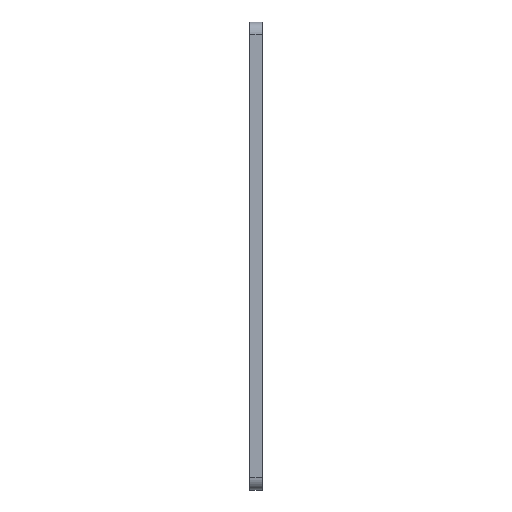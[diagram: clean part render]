
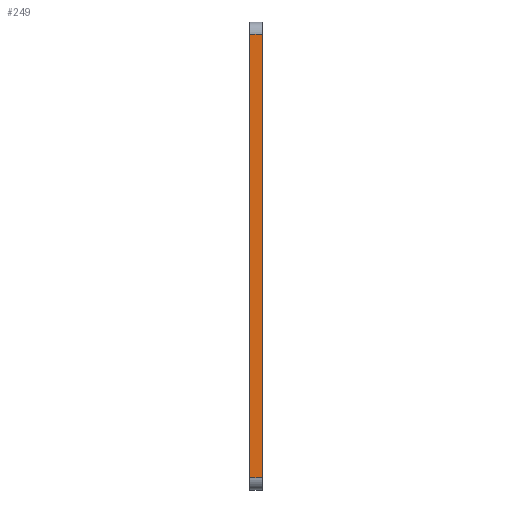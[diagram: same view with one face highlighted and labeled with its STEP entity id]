
A CAD part, left-side view. The second image highlights one B-rep face of the part: STEP entity #249.
In plain terms, the highlighted planar face has unit normal (-1, 0, 0).
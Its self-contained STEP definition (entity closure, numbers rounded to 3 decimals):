
#12 = EDGE_CURVE ( 'NONE', #380, #172, #620, .T. ) ;
#60 = VERTEX_POINT ( 'NONE', #512 ) ;
#79 = AXIS2_PLACEMENT_3D ( 'NONE', #598, #111, #387 ) ;
#94 = CARTESIAN_POINT ( 'NONE',  ( -18., 3., 95. ) ) ;
#111 = DIRECTION ( 'NONE',  ( -1., 0., 0. ) ) ;
#149 = LINE ( 'NONE', #204, #518 ) ;
#158 = DIRECTION ( 'NONE',  ( 0., 1., 0. ) ) ;
#171 = EDGE_CURVE ( 'NONE', #60, #380, #686, .T. ) ;
#172 = VERTEX_POINT ( 'NONE', #574 ) ;
#204 = CARTESIAN_POINT ( 'NONE',  ( -18., 3., -18. ) ) ;
#207 = CARTESIAN_POINT ( 'NONE',  ( -18., 0., 95. ) ) ;
#234 = PLANE ( 'NONE',  #79 ) ;
#239 = VECTOR ( 'NONE', #622, 1000. ) ;
#249 = ADVANCED_FACE ( 'NONE', ( #496 ), #234, .T. ) ;
#265 = CARTESIAN_POINT ( 'NONE',  ( -18., 0., -15. ) ) ;
#298 = VERTEX_POINT ( 'NONE', #94 ) ;
#352 = VECTOR ( 'NONE', #158, 1000. ) ;
#359 = EDGE_CURVE ( 'NONE', #60, #298, #149, .T. ) ;
#380 = VERTEX_POINT ( 'NONE', #265 ) ;
#387 = DIRECTION ( 'NONE',  ( 0., 0., 1. ) ) ;
#394 = EDGE_CURVE ( 'NONE', #172, #298, #691, .T. ) ;
#427 = ORIENTED_EDGE ( 'NONE', *, *, #394, .T. ) ;
#438 = VECTOR ( 'NONE', #565, 1000. ) ;
#496 = FACE_OUTER_BOUND ( 'NONE', #675, .T. ) ;
#512 = CARTESIAN_POINT ( 'NONE',  ( -18., 3., -15. ) ) ;
#518 = VECTOR ( 'NONE', #648, 1000. ) ;
#565 = DIRECTION ( 'NONE',  ( 0., 0., 1. ) ) ;
#574 = CARTESIAN_POINT ( 'NONE',  ( -18., 0., 95. ) ) ;
#582 = ORIENTED_EDGE ( 'NONE', *, *, #12, .T. ) ;
#595 = ORIENTED_EDGE ( 'NONE', *, *, #359, .F. ) ;
#598 = CARTESIAN_POINT ( 'NONE',  ( -18., 0., -18. ) ) ;
#620 = LINE ( 'NONE', #679, #438 ) ;
#622 = DIRECTION ( 'NONE',  ( 0., -1., 0. ) ) ;
#648 = DIRECTION ( 'NONE',  ( 0., 0., 1. ) ) ;
#654 = ORIENTED_EDGE ( 'NONE', *, *, #171, .T. ) ;
#675 = EDGE_LOOP ( 'NONE', ( #582, #427, #595, #654 ) ) ;
#679 = CARTESIAN_POINT ( 'NONE',  ( -18., 0., -18. ) ) ;
#682 = CARTESIAN_POINT ( 'NONE',  ( -18., 0., -15. ) ) ;
#686 = LINE ( 'NONE', #682, #239 ) ;
#691 = LINE ( 'NONE', #207, #352 ) ;
